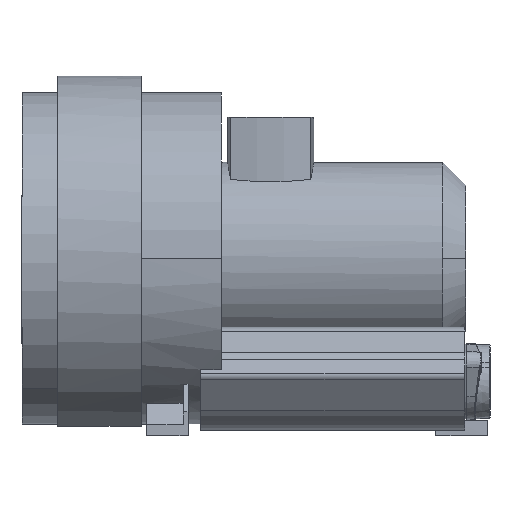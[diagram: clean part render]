
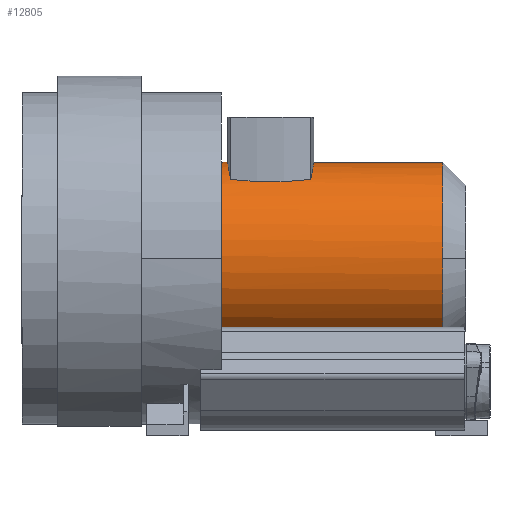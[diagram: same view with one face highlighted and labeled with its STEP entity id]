
A CAD part, left-side view. The second image highlights one B-rep face of the part: STEP entity #12805.
In plain terms, the highlighted cylindrical face has radius 162 mm (diameter 324 mm), a partial arc.
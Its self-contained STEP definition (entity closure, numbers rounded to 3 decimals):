
#3427=CARTESIAN_POINT('',(72.139,-150.628,145.052));
#3428=CARTESIAN_POINT('',(64.53,-149.73,148.837));
#3429=CARTESIAN_POINT('',(49.537,-148.22,154.796));
#3430=CARTESIAN_POINT('',(28.83,-146.783,159.833));
#3431=CARTESIAN_POINT('',(10.095,-146.015,162.003));
#3432=CARTESIAN_POINT('',(-6.311,-145.754,
162.121));
#3433=CARTESIAN_POINT('',(-20.894,-145.839,
160.849));
#3434=CARTESIAN_POINT('',(-34.103,-146.177,
158.547));
#3435=CARTESIAN_POINT('',(-46.414,-146.712,
155.381));
#3436=CARTESIAN_POINT('',(-58.438,-147.442,
151.273));
#3437=CARTESIAN_POINT('',(-70.219,-148.36,
146.181));
#3438=CARTESIAN_POINT('',(-81.575,-149.435,
140.158));
#3439=CARTESIAN_POINT('',(-88.745,-150.229,
135.597));
#3440=CARTESIAN_POINT('',(-92.227,-150.64,
133.185));
#3442=CARTESIAN_POINT('',(-92.227,-150.64,
133.185));
#3443=CARTESIAN_POINT('',(-93.183,-156.204,
132.523));
#3444=CARTESIAN_POINT('',(-94.859,-167.373,
131.333));
#3445=CARTESIAN_POINT('',(-96.664,-184.274,
130.005));
#3446=CARTESIAN_POINT('',(-97.751,-201.267,
129.187));
#3447=CARTESIAN_POINT('',(-98.113,-218.307,
128.911));
#3448=CARTESIAN_POINT('',(-97.75,-235.346,
129.187));
#3449=CARTESIAN_POINT('',(-96.663,-252.335,
130.006));
#3450=CARTESIAN_POINT('',(-94.858,-269.232,
131.334));
#3451=CARTESIAN_POINT('',(-93.183,-280.397,
132.524));
#3452=CARTESIAN_POINT('',(-92.227,-285.96,
133.185));
#3454=CARTESIAN_POINT('',(-92.227,-285.96,
133.185));
#3455=CARTESIAN_POINT('',(-88.759,-286.369,
135.587));
#3456=CARTESIAN_POINT('',(-81.618,-287.16,
140.132));
#3457=CARTESIAN_POINT('',(-70.31,-288.232,
146.136));
#3458=CARTESIAN_POINT('',(-58.566,-289.149,
151.223));
#3459=CARTESIAN_POINT('',(-46.589,-289.879,
155.327));
#3460=CARTESIAN_POINT('',(-34.316,-290.416,
158.5));
#3461=CARTESIAN_POINT('',(-21.138,-290.757,
160.817));
#3462=CARTESIAN_POINT('',(-6.575,-290.848,
162.11));
#3463=CARTESIAN_POINT('',(9.839,-290.593,162.02));
#3464=CARTESIAN_POINT('',(28.614,-289.829,159.874));
#3465=CARTESIAN_POINT('',(49.394,-288.394,154.846));
#3466=CARTESIAN_POINT('',(64.479,-286.876,148.862));
#3467=CARTESIAN_POINT('',(72.139,-285.972,145.052));
#3469=CARTESIAN_POINT('',(72.139,-285.972,145.052));
#3470=CARTESIAN_POINT('',(73.096,-280.396,144.577));
#3471=CARTESIAN_POINT('',(74.771,-269.208,143.72));
#3472=CARTESIAN_POINT('',(76.574,-252.3,142.764));
#3473=CARTESIAN_POINT('',(77.658,-235.317,142.175));
#3474=CARTESIAN_POINT('',(78.021,-218.295,141.975));
#3475=CARTESIAN_POINT('',(77.658,-201.273,142.175));
#3476=CARTESIAN_POINT('',(76.573,-184.293,142.764));
#3477=CARTESIAN_POINT('',(74.77,-167.388,143.72));
#3478=CARTESIAN_POINT('',(73.095,-156.203,144.577));
#3479=CARTESIAN_POINT('',(72.139,-150.628,145.052));
#3481=DIRECTION('',(0.,-1.,0.));
#3482=VECTOR('',#3481,373.8);
#3483=CARTESIAN_POINT('',(108.963,-135.,-119.879));
#3484=LINE('',#3483,#3482);
#3485=CARTESIAN_POINT('',(0.,-508.8,
0.001));
#3486=DIRECTION('',(0.,-1.,0.));
#3487=DIRECTION('',(0.673,0.,-0.74));
#3488=AXIS2_PLACEMENT_3D('',#3485,#3486,#3487);
#3490=CARTESIAN_POINT('',(0.,-508.8,
0.001));
#3491=DIRECTION('',(0.,-1.,0.));
#3492=DIRECTION('',(1.,0.,0.));
#3493=AXIS2_PLACEMENT_3D('',#3490,#3491,#3492);
#3495=CARTESIAN_POINT('',(0.,-508.8,
0.001));
#3496=DIRECTION('',(0.,-1.,0.));
#3497=DIRECTION('',(-1.,0.,0.));
#3498=AXIS2_PLACEMENT_3D('',#3495,#3496,#3497);
#3500=DIRECTION('',(0.,-1.,0.));
#3501=VECTOR('',#3500,373.8);
#3502=CARTESIAN_POINT('',(-108.966,-135.,-119.876));
#3503=LINE('',#3502,#3501);
#3504=CARTESIAN_POINT('',(0.,-135.,0.001));
#3505=DIRECTION('',(0.,1.,0.));
#3506=DIRECTION('',(-0.673,0.,-0.74));
#3507=AXIS2_PLACEMENT_3D('',#3504,#3505,#3506);
#6099=CARTESIAN_POINT('',(162.,-508.8,
0.001));
#6100=CARTESIAN_POINT('',(-162.,-508.8,
0.001));
#6101=VERTEX_POINT('',#6099);
#6102=VERTEX_POINT('',#6100);
#6107=VERTEX_POINT('',#3427);
#6108=VERTEX_POINT('',#3440);
#6109=VERTEX_POINT('',#3452);
#6110=VERTEX_POINT('',#3467);
#6165=CARTESIAN_POINT('',(-108.966,-135.,-119.876));
#6167=VERTEX_POINT('',#6165);
#6173=CARTESIAN_POINT('',(-108.966,-508.8,
-119.876));
#6174=VERTEX_POINT('',#6173);
#6228=CARTESIAN_POINT('',(108.963,-135.,-119.879));
#6229=VERTEX_POINT('',#6228);
#6246=CARTESIAN_POINT('',(108.963,-508.8,
-119.879));
#6247=VERTEX_POINT('',#6246);
#12780=CARTESIAN_POINT('',(0.,-135.,0.001));
#12781=DIRECTION('',(0.,-1.,0.));
#12782=DIRECTION('',(1.,0.,0.));
#12783=AXIS2_PLACEMENT_3D('',#12780,#12781,#12782);
#12784=CYLINDRICAL_SURFACE('',#12783,162.);
#12785=ORIENTED_EDGE('',*,*,#12715,.T.);
#12786=ORIENTED_EDGE('',*,*,#12759,.T.);
#12788=ORIENTED_EDGE('',*,*,#12787,.T.);
#12789=ORIENTED_EDGE('',*,*,#12751,.T.);
#12791=ORIENTED_EDGE('',*,*,#12790,.F.);
#12792=ORIENTED_EDGE('',*,*,#12555,.T.);
#12793=EDGE_LOOP('',(#12785,#12786,#12788,#12789,#12791,#12792));
#12794=FACE_OUTER_BOUND('',#12793,.F.);
#12796=ORIENTED_EDGE('',*,*,#12795,.T.);
#12798=ORIENTED_EDGE('',*,*,#12797,.T.);
#12800=ORIENTED_EDGE('',*,*,#12799,.T.);
#12802=ORIENTED_EDGE('',*,*,#12801,.T.);
#12803=EDGE_LOOP('',(#12796,#12798,#12800,#12802));
#12804=FACE_BOUND('',#12803,.F.);
#12805=ADVANCED_FACE('',(#12794,#12804),#12784,.T.);
#3441=B_SPLINE_CURVE_WITH_KNOTS('',3,(#3427,#3428,#3429,#3430,#3431,#3432,#3433,
#3434,#3435,#3436,#3437,#3438,#3439,#3440),.UNSPECIFIED.,.F.,.F.,(4,1,1,1,1,1,1,
1,1,1,1,4),(0.,0.091,0.182,0.273,
0.364,0.455,0.545,0.636,
0.727,0.818,0.909,1.),.UNSPECIFIED.);
#3453=B_SPLINE_CURVE_WITH_KNOTS('',3,(#3442,#3443,#3444,#3445,#3446,#3447,#3448,
#3449,#3450,#3451,#3452),.UNSPECIFIED.,.F.,.F.,(4,1,1,1,1,1,1,1,4),(0.,
0.125,0.25,0.375,0.5,0.625,0.75,0.875,1.),.UNSPECIFIED.);
#3468=B_SPLINE_CURVE_WITH_KNOTS('',3,(#3454,#3455,#3456,#3457,#3458,#3459,#3460,
#3461,#3462,#3463,#3464,#3465,#3466,#3467),.UNSPECIFIED.,.F.,.F.,(4,1,1,1,1,1,1,
1,1,1,1,4),(0.,0.091,0.182,0.273,
0.364,0.455,0.545,0.636,
0.727,0.818,0.909,1.),.UNSPECIFIED.);
#3480=B_SPLINE_CURVE_WITH_KNOTS('',3,(#3469,#3470,#3471,#3472,#3473,#3474,#3475,
#3476,#3477,#3478,#3479),.UNSPECIFIED.,.F.,.F.,(4,1,1,1,1,1,1,1,4),(0.,
0.125,0.25,0.375,0.5,0.625,0.75,0.875,1.),.UNSPECIFIED.);
#3489=CIRCLE('',#3488,162.);
#3494=CIRCLE('',#3493,162.);
#3499=CIRCLE('',#3498,162.);
#3508=CIRCLE('',#3507,162.);
#12555=EDGE_CURVE('',#6167,#6229,#3508,.T.);
#12715=EDGE_CURVE('',#6229,#6247,#3484,.T.);
#12751=EDGE_CURVE('',#6102,#6174,#3499,.T.);
#12759=EDGE_CURVE('',#6247,#6101,#3489,.T.);
#12787=EDGE_CURVE('',#6101,#6102,#3494,.T.);
#12790=EDGE_CURVE('',#6167,#6174,#3503,.T.);
#12795=EDGE_CURVE('',#6107,#6108,#3441,.T.);
#12797=EDGE_CURVE('',#6108,#6109,#3453,.T.);
#12799=EDGE_CURVE('',#6109,#6110,#3468,.T.);
#12801=EDGE_CURVE('',#6110,#6107,#3480,.T.);
